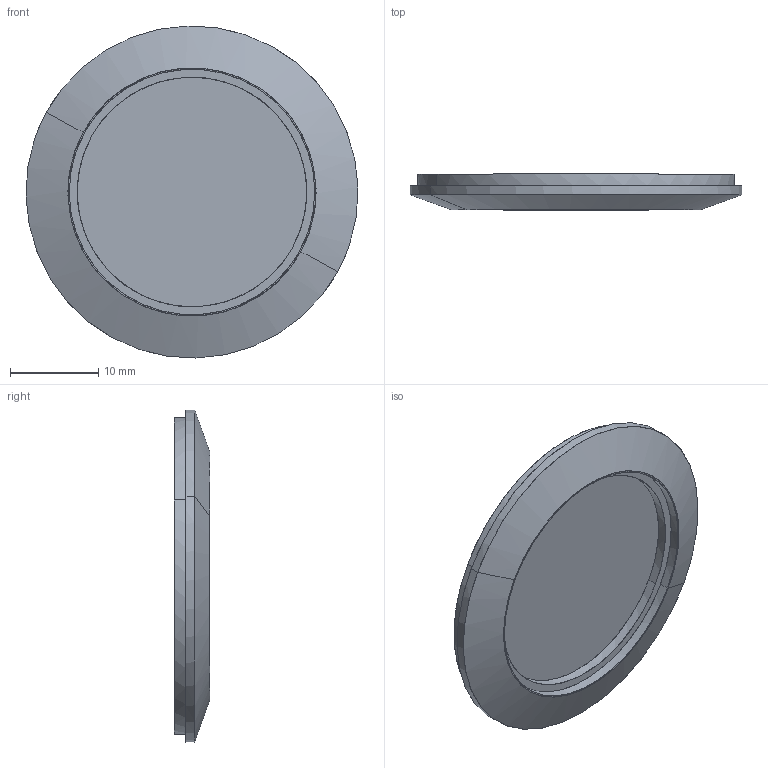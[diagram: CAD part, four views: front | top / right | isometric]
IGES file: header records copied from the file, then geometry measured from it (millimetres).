
Start section: START RECORD GO HERE.
Global section: file name: MANHATTAN_02.igs; native system: DASSAULT SYSTEMES CATIA Version 5-6 Release 2012 - www.3ds.com; preprocessor: V5-6R2012_5.22.3.119.12-07-2016.09.20; author: U147349; organization: INETPSA; date: 20231009.145753; units: millimetre
Bounding box: 37.59 x 4.03 x 37.59 mm (x, y, z)
Surface area: 2849.4 mm2 (no closed solid volume)
Topology: 0 solids, 0 shells, 18 faces, 81 edges, 81 vertices
Faces by surface type: bspline 18
